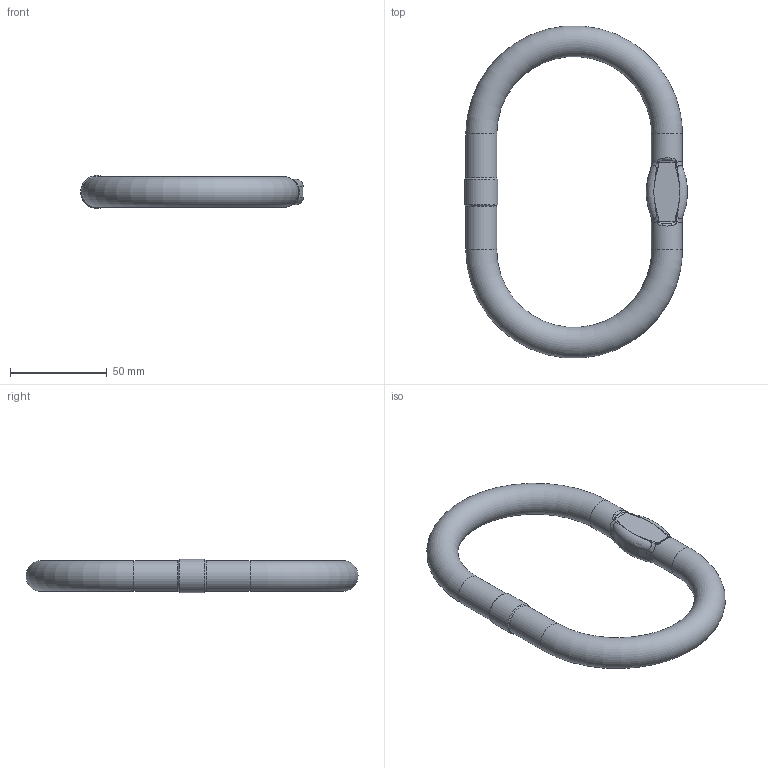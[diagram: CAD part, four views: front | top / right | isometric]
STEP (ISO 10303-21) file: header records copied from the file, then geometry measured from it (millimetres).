
FILE_DESCRIPTION(/* description */ (''),/* implementation_level */ '2;1');
FILE_NAME(/* name */ 'MW 16 Kundenmodell',/* time_stamp */ '2009-09-15T14:29:46+02:00',/* author */ (''),/* organization */ (''),/* preprocessor_version */ 'ST-DEVELOPER v9',/* originating_system */ 'UGS - NX 4.0',/* authorisation */ '');
FILE_SCHEMA (('AUTOMOTIVE_DESIGN { 1 0 10303 214 1 1 1 1 }'));
Length unit declared in the file: millimetre
Products named in the file (1): ritB4CA0ce1
Bounding box: 115.17 x 171.72 x 17.2 mm (x, y, z)
Volume: 86135.5 mm3; surface area: 21506.3 mm2
Topology: 1 solids, 1 shells, 65 faces, 158 edges, 85 vertices
Faces by surface type: bspline 32, cylinder 19, torus 6, plane 6, cone 2
Full cylindrical faces by diameter (mm): 16 x4, 17.2 x1
Entity records: 2871 total; most frequent: CARTESIAN_POINT 1655, ORIENTED_EDGE 272, DIRECTION 204, EDGE_CURVE 136, AXIS2_PLACEMENT_3D 90, VERTEX_POINT 80, EDGE_LOOP 74, ADVANCED_FACE 65
